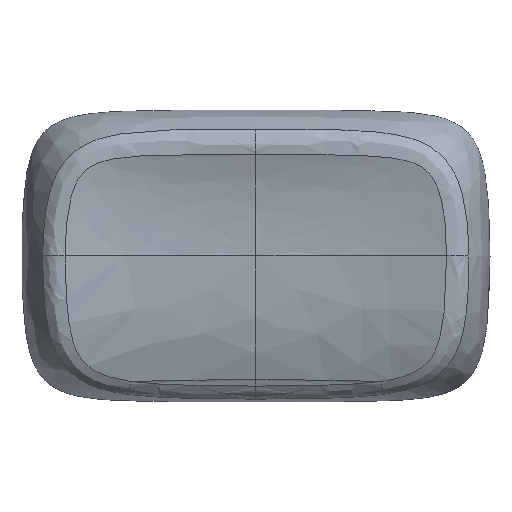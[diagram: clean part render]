
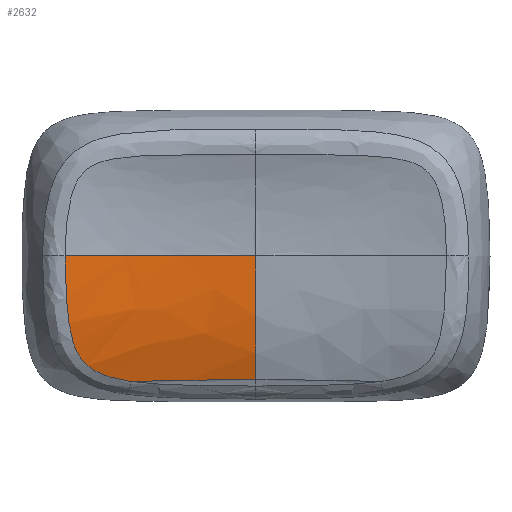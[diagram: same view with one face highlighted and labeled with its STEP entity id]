
A CAD part, top view. The second image highlights one B-rep face of the part: STEP entity #2632.
In plain terms, the highlighted free-form (B-spline) face has degree [3, 3] with [7, 5] control points.
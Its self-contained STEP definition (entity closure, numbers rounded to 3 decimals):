
#18=(
BOUNDED_CURVE()
B_SPLINE_CURVE(5,(#13852,#13853,#13854,#13855,#13856,#13857,#13858,#13859),
 .UNSPECIFIED.,.F.,.F.)
B_SPLINE_CURVE_WITH_KNOTS((6,1,1,6),(0.534,0.6,0.8,1.),
 .UNSPECIFIED.)
CURVE()
GEOMETRIC_REPRESENTATION_ITEM()
RATIONAL_B_SPLINE_CURVE((1.,1.,1.,1.,1.,1.,1.,1.))
REPRESENTATION_ITEM('')
);
#19=(
BOUNDED_CURVE()
B_SPLINE_CURVE(5,(#13895,#13896,#13897,#13898,#13899,#13900,#13901,#13902,
#13903,#13904),.UNSPECIFIED.,.F.,.F.)
B_SPLINE_CURVE_WITH_KNOTS((6,1,1,1,1,6),(0.105,0.2,0.4,0.6,
0.8,1.),.UNSPECIFIED.)
CURVE()
GEOMETRIC_REPRESENTATION_ITEM()
RATIONAL_B_SPLINE_CURVE((1.,1.,1.,1.,1.,1.,1.,1.,1.,1.))
REPRESENTATION_ITEM('')
);
#322=FACE_OUTER_BOUND('',#484,.T.);
#484=EDGE_LOOP('',(#2352,#2353,#2354,#2355));
#821=B_SPLINE_CURVE_WITH_KNOTS('',3,(#12308,#12309,#12310,#12311,#12312,
#12313,#12314,#12315,#12316,#12317,#12318),.UNSPECIFIED.,.F.,.F.,(4,1,1,
1,1,1,1,1,4),(0.,0.129,0.258,0.323,
0.388,0.517,0.581,0.775,
0.904),.UNSPECIFIED.);
#843=B_SPLINE_CURVE_WITH_KNOTS('',3,(#12908,#12909,#12910,#12911,#12912),
 .UNSPECIFIED.,.F.,.F.,(4,1,4),(0.,0.571,1.),.UNSPECIFIED.);
#1085=VERTEX_POINT('',#12190);
#1090=VERTEX_POINT('',#12306);
#1108=VERTEX_POINT('',#12854);
#1109=VERTEX_POINT('',#12897);
#1494=EDGE_CURVE('',#1090,#1085,#821,.T.);
#1520=EDGE_CURVE('',#1109,#1108,#843,.T.);
#1526=EDGE_CURVE('',#1090,#1108,#18,.T.);
#1527=EDGE_CURVE('',#1085,#1109,#19,.T.);
#2352=ORIENTED_EDGE('',*,*,#1494,.F.);
#2353=ORIENTED_EDGE('',*,*,#1526,.T.);
#2354=ORIENTED_EDGE('',*,*,#1520,.F.);
#2355=ORIENTED_EDGE('',*,*,#1527,.F.);
#2475=B_SPLINE_SURFACE_WITH_KNOTS('',3,3,((#13860,#13861,#13862,#13863,
#13864),(#13865,#13866,#13867,#13868,#13869),(#13870,#13871,#13872,#13873,
#13874),(#13875,#13876,#13877,#13878,#13879),(#13880,#13881,#13882,#13883,
#13884),(#13885,#13886,#13887,#13888,#13889),(#13890,#13891,#13892,#13893,
#13894)),.UNSPECIFIED.,.F.,.F.,.F.,(4,1,1,1,4),(4,1,4),(0.105,
0.361,0.616,0.744,1.),(0.,0.571,
1.),.UNSPECIFIED.);
#2632=ADVANCED_FACE('',(#322),#2475,.F.);
#12190=CARTESIAN_POINT('',(-10.789,0.,5.64));
#12306=CARTESIAN_POINT('',(-7.064,-7.104,4.059));
#12308=CARTESIAN_POINT('Ctrl Pts',(-7.064,-7.104,4.059));
#12309=CARTESIAN_POINT('Ctrl Pts',(-7.474,-7.043,
4.128));
#12310=CARTESIAN_POINT('Ctrl Pts',(-8.286,-6.884,4.289));
#12311=CARTESIAN_POINT('Ctrl Pts',(-9.243,-6.478,
4.582));
#12312=CARTESIAN_POINT('Ctrl Pts',(-9.861,-5.895,
4.862));
#12313=CARTESIAN_POINT('Ctrl Pts',(-10.302,-5.134,5.135));
#12314=CARTESIAN_POINT('Ctrl Pts',(-10.511,-4.24,
5.337));
#12315=CARTESIAN_POINT('Ctrl Pts',(-10.696,-2.893,5.533));
#12316=CARTESIAN_POINT('Ctrl Pts',(-10.768,-1.544,
5.623));
#12317=CARTESIAN_POINT('Ctrl Pts',(-10.789,-0.44,
5.64));
#12318=CARTESIAN_POINT('Ctrl Pts',(-10.789,0.,
5.64));
#12854=CARTESIAN_POINT('',(0.,-7.,3.8));
#12897=CARTESIAN_POINT('',(0.,0.,4.8));
#12908=CARTESIAN_POINT('Ctrl Pts',(0.,0.,
4.8));
#12909=CARTESIAN_POINT('Ctrl Pts',(0.,-2.41,
4.8));
#12910=CARTESIAN_POINT('Ctrl Pts',(0.,-4.95,
4.503));
#12911=CARTESIAN_POINT('Ctrl Pts',(0.,-6.448,
4.022));
#12912=CARTESIAN_POINT('Ctrl Pts',(0.,-7.,
3.8));
#13852=CARTESIAN_POINT('Ctrl Pts',(-7.064,-7.104,
4.059));
#13853=CARTESIAN_POINT('Ctrl Pts',(-6.92,-7.099,
4.046));
#13854=CARTESIAN_POINT('Ctrl Pts',(-6.332,-7.078,
3.994));
#13855=CARTESIAN_POINT('Ctrl Pts',(-5.215,-7.045,
3.912));
#13856=CARTESIAN_POINT('Ctrl Pts',(-3.914,-7.02,3.849));
#13857=CARTESIAN_POINT('Ctrl Pts',(-2.365,-7.004,3.811));
#13858=CARTESIAN_POINT('Ctrl Pts',(-0.824,-7.,
3.8));
#13859=CARTESIAN_POINT('Ctrl Pts',(0.,-7.,
3.8));
#13860=CARTESIAN_POINT('Ctrl Pts',(-10.789,0.,
5.64));
#13861=CARTESIAN_POINT('Ctrl Pts',(-10.789,-2.447,5.64));
#13862=CARTESIAN_POINT('Ctrl Pts',(-10.789,-5.111,5.334));
#13863=CARTESIAN_POINT('Ctrl Pts',(-10.789,-6.709,4.823));
#13864=CARTESIAN_POINT('Ctrl Pts',(-10.789,-7.314,4.58));
#13865=CARTESIAN_POINT('Ctrl Pts',(-10.185,0.,
5.514));
#13866=CARTESIAN_POINT('Ctrl Pts',(-10.185,-2.441,
5.514));
#13867=CARTESIAN_POINT('Ctrl Pts',(-10.185,-5.087,
5.209));
#13868=CARTESIAN_POINT('Ctrl Pts',(-10.185,-6.67,
4.702));
#13869=CARTESIAN_POINT('Ctrl Pts',(-10.185,-7.266,
4.462));
#13870=CARTESIAN_POINT('Ctrl Pts',(-8.853,0.,
5.274));
#13871=CARTESIAN_POINT('Ctrl Pts',(-8.853,-2.431,
5.274));
#13872=CARTESIAN_POINT('Ctrl Pts',(-8.853,-5.041,
4.972));
#13873=CARTESIAN_POINT('Ctrl Pts',(-8.853,-6.595,
4.474));
#13874=CARTESIAN_POINT('Ctrl Pts',(-8.853,-7.177,
4.24));
#13875=CARTESIAN_POINT('Ctrl Pts',(-6.717,0.,
5.026));
#13876=CARTESIAN_POINT('Ctrl Pts',(-6.717,-2.42,
5.026));
#13877=CARTESIAN_POINT('Ctrl Pts',(-6.717,-4.993,
4.727));
#13878=CARTESIAN_POINT('Ctrl Pts',(-6.717,-6.518,
4.238));
#13879=CARTESIAN_POINT('Ctrl Pts',(-6.717,-7.084,
4.01));
#13880=CARTESIAN_POINT('Ctrl Pts',(-3.937,0.,
4.849));
#13881=CARTESIAN_POINT('Ctrl Pts',(-3.937,-2.412,
4.849));
#13882=CARTESIAN_POINT('Ctrl Pts',(-3.937,-4.959,
4.552));
#13883=CARTESIAN_POINT('Ctrl Pts',(-3.937,-6.463,
4.069));
#13884=CARTESIAN_POINT('Ctrl Pts',(-3.937,-7.018,
3.846));
#13885=CARTESIAN_POINT('Ctrl Pts',(-1.755,0.,
4.8));
#13886=CARTESIAN_POINT('Ctrl Pts',(-1.755,-2.41,4.8));
#13887=CARTESIAN_POINT('Ctrl Pts',(-1.755,-4.95,
4.503));
#13888=CARTESIAN_POINT('Ctrl Pts',(-1.755,-6.448,
4.022));
#13889=CARTESIAN_POINT('Ctrl Pts',(-1.755,-7.,
3.8));
#13890=CARTESIAN_POINT('Ctrl Pts',(0.,0.,
4.8));
#13891=CARTESIAN_POINT('Ctrl Pts',(0.,-2.41,
4.8));
#13892=CARTESIAN_POINT('Ctrl Pts',(0.,-4.95,
4.503));
#13893=CARTESIAN_POINT('Ctrl Pts',(0.,-6.448,
4.022));
#13894=CARTESIAN_POINT('Ctrl Pts',(0.,-7.,
3.8));
#13895=CARTESIAN_POINT('Ctrl Pts',(-10.789,0.,
5.64));
#13896=CARTESIAN_POINT('Ctrl Pts',(-10.654,0.,
5.612));
#13897=CARTESIAN_POINT('Ctrl Pts',(-10.228,0.,
5.525));
#13898=CARTESIAN_POINT('Ctrl Pts',(-9.468,0.,
5.385));
#13899=CARTESIAN_POINT('Ctrl Pts',(-8.283,0.,
5.2));
#13900=CARTESIAN_POINT('Ctrl Pts',(-6.468,0.,
4.995));
#13901=CARTESIAN_POINT('Ctrl Pts',(-4.358,0.,
4.864));
#13902=CARTESIAN_POINT('Ctrl Pts',(-2.365,0.,
4.812));
#13903=CARTESIAN_POINT('Ctrl Pts',(-0.824,0.,
4.8));
#13904=CARTESIAN_POINT('Ctrl Pts',(0.,0.,
4.8));
